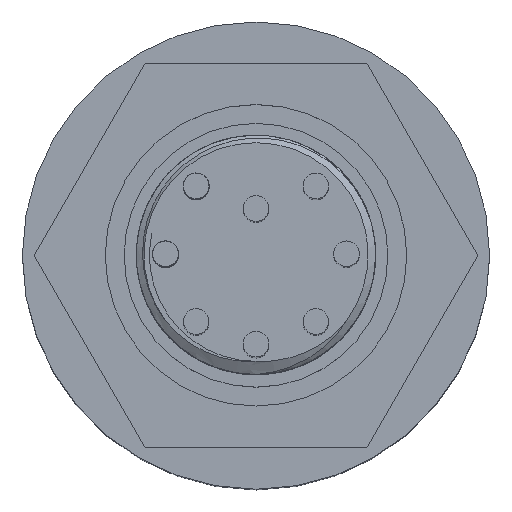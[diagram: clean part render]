
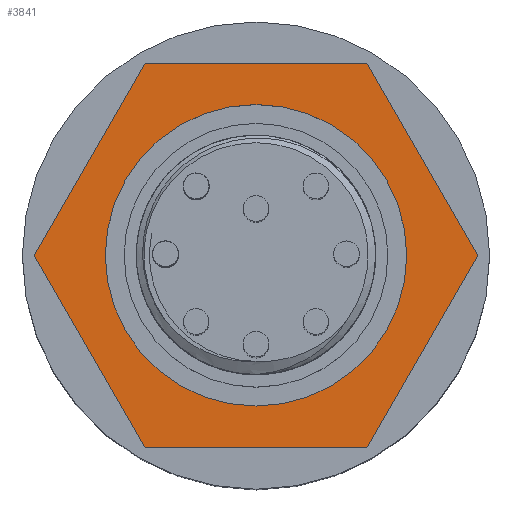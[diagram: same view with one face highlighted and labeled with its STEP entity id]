
A CAD part, top view. The second image highlights one B-rep face of the part: STEP entity #3841.
In plain terms, the highlighted planar face has unit normal (0, 0, 1).
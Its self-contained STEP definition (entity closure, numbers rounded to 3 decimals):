
#78=FACE_BOUND($,#1248,.T.);
#360=LINE($,#10567,#644);
#361=LINE($,#10569,#645);
#362=LINE($,#10571,#646);
#363=LINE($,#10573,#647);
#364=LINE($,#10575,#648);
#365=LINE($,#10576,#649);
#644=VECTOR($,#4585,14.722);
#645=VECTOR($,#4586,14.722);
#646=VECTOR($,#4587,14.722);
#647=VECTOR($,#4588,14.722);
#648=VECTOR($,#4589,14.722);
#649=VECTOR($,#4590,14.722);
#699=CIRCLE($,#4005,10.);
#794=PLANE($,#4007);
#995=FACE_OUTER_BOUND($,#1247,.T.);
#1247=EDGE_LOOP($,(#3292,#3293,#3294,#3295,#3296,#3297));
#1248=EDGE_LOOP($,(#3298));
#1800=VERTEX_POINT($,#10561);
#1801=VERTEX_POINT($,#10565);
#1802=VERTEX_POINT($,#10566);
#1803=VERTEX_POINT($,#10568);
#1804=VERTEX_POINT($,#10570);
#1805=VERTEX_POINT($,#10572);
#1806=VERTEX_POINT($,#10574);
#2307=EDGE_CURVE($,#1800,#1800,#699,.T.);
#2308=EDGE_CURVE($,#1801,#1802,#360,.T.);
#2309=EDGE_CURVE($,#1803,#1801,#361,.T.);
#2310=EDGE_CURVE($,#1804,#1803,#362,.T.);
#2311=EDGE_CURVE($,#1805,#1804,#363,.T.);
#2312=EDGE_CURVE($,#1806,#1805,#364,.T.);
#2313=EDGE_CURVE($,#1802,#1806,#365,.T.);
#3292=ORIENTED_EDGE($,*,*,#2308,.F.);
#3293=ORIENTED_EDGE($,*,*,#2309,.F.);
#3294=ORIENTED_EDGE($,*,*,#2310,.F.);
#3295=ORIENTED_EDGE($,*,*,#2311,.F.);
#3296=ORIENTED_EDGE($,*,*,#2312,.F.);
#3297=ORIENTED_EDGE($,*,*,#2313,.F.);
#3298=ORIENTED_EDGE($,*,*,#2307,.T.);
#3841=ADVANCED_FACE($,(#995,#78),#794,.T.);
#4005=AXIS2_PLACEMENT_3D($,#10562,#4579,#4580);
#4007=AXIS2_PLACEMENT_3D($,#10564,#4583,#4584);
#4579=DIRECTION('center_axis',(0.,0.,
-1.));
#4580=DIRECTION('ref_axis',(-1.,0.,0.));
#4583=DIRECTION('center_axis',(0.,0.,
1.));
#4584=DIRECTION('ref_axis',(1.,0.,0.));
#4585=DIRECTION($,(1.,0.,0.));
#4586=DIRECTION($,(0.5,0.866,0.));
#4587=DIRECTION($,(-0.5,0.866,0.));
#4588=DIRECTION($,(-1.,0.,0.));
#4589=DIRECTION($,(-0.5,-0.866,0.));
#4590=DIRECTION($,(0.5,-0.866,0.));
#10561=CARTESIAN_POINT('',(10.,0.,41.));
#10562=CARTESIAN_POINT('Origin',(0.,0.,
41.));
#10564=CARTESIAN_POINT('Origin',(0.,0.,
41.));
#10565=CARTESIAN_POINT('',(-7.361,12.75,41.));
#10566=CARTESIAN_POINT('',(7.361,12.75,41.));
#10567=CARTESIAN_POINT($,(-7.361,12.75,41.));
#10568=CARTESIAN_POINT('',(-14.722,0.,41.));
#10569=CARTESIAN_POINT($,(-14.722,0.,41.));
#10570=CARTESIAN_POINT('',(-7.361,-12.75,41.));
#10571=CARTESIAN_POINT($,(-7.361,-12.75,41.));
#10572=CARTESIAN_POINT('',(7.361,-12.75,41.));
#10573=CARTESIAN_POINT($,(7.361,-12.75,41.));
#10574=CARTESIAN_POINT('',(14.722,0.,41.));
#10575=CARTESIAN_POINT($,(14.722,0.,41.));
#10576=CARTESIAN_POINT($,(7.361,12.75,41.));
